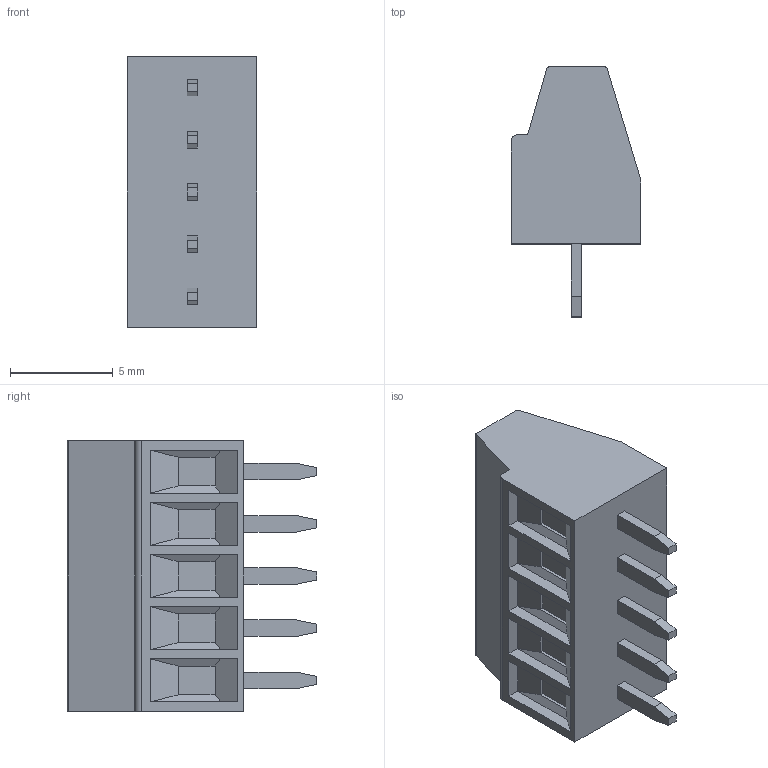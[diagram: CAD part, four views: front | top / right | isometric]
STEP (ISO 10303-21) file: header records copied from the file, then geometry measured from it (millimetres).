
FILE_DESCRIPTION(/* description */ (''),/* implementation_level */ '2;1');
FILE_NAME(/* name */ 'DG308-2.54-05P-14-00A(H).step',/* time_stamp */ '2022-10-03T22:16:06+03:00',/* author */ (''),/* organization */ (''),/* preprocessor_version */ 'ST-DEVELOPER v19',/* originating_system */ 'Autodesk Translation Framework v11.7.0.108',/* authorisation */ '');
FILE_SCHEMA (('AUTOMOTIVE_DESIGN { 1 0 10303 214 3 1 1 }'));
Length unit declared in the file: millimetre
Products named in the file (1): DG308-2.54-05P-14-00A(H)
Bounding box: 6.3 x 12.15 x 13.18 mm (x, y, z)
Volume: 571.2 mm3; surface area: 539.4 mm2
Topology: 1 solids, 1 shells, 117 faces, 270 edges, 170 vertices
Faces by surface type: plane 109, cylinder 8
Full cylindrical faces by diameter (mm): 2.1 x5
Entity records: 3350 total; most frequent: CARTESIAN_POINT 558, ORIENTED_EDGE 540, DIRECTION 522, EDGE_CURVE 270, LINE 254, VECTOR 254, VERTEX_POINT 170, AXIS2_PLACEMENT_3D 134
